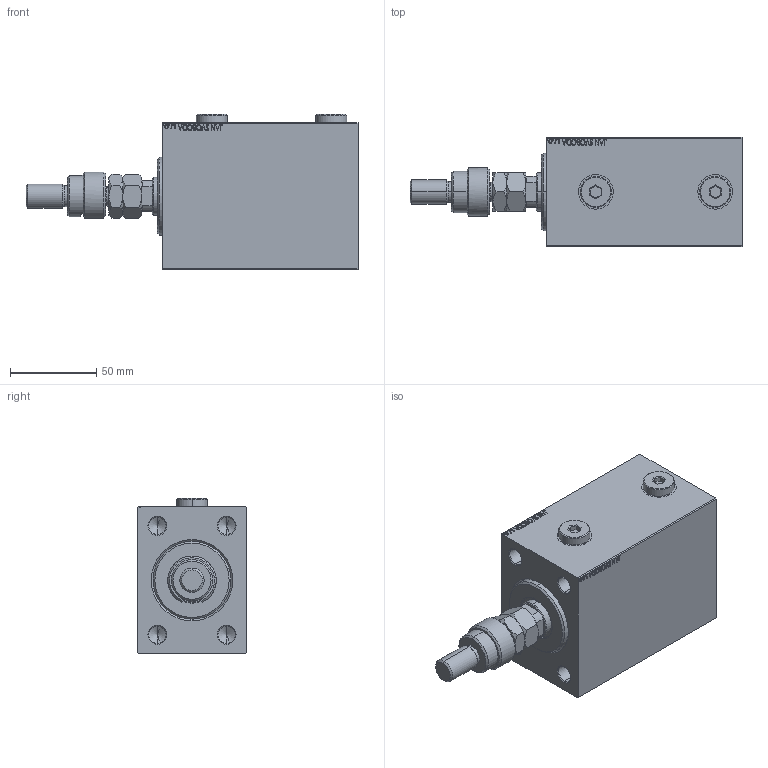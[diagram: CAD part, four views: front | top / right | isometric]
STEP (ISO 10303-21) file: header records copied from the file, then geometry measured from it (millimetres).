
FILE_DESCRIPTION (( 'STEP AP203' ), '1' );
FILE_NAME ('2d79.STEP', '2024-02-12T09:02:25', ( '' ), ( '' ), 'SwSTEP 2.0', 'SolidWorks 2019', '' );
FILE_SCHEMA (( 'CONFIG_CONTROL_DESIGN' ));
Length unit declared in the file: millimetre
Products named in the file (8): V450CM_B_Body cc8a03871ba1b63e4521f3b6f86228da; FEMALE_PART_FOR_DFA cc8a03871ba1b63e4521f3b6f86228da; V450CM_B_VCP cc8a03871ba1b63e4521f3b6f86228da; V450CM_VC_B cc8a03871ba1b63e4521f3b6f86228da; DFA cc8a03871ba1b63e4521f3b6f86228da; Zatka_OIL_PORT cc8a03871ba1b63e4521f3b6f86228da; 2d79; MFA cc8a03871ba1b63e4521f3b6f86228da
Assembly tree (8 placements, depth 3):
  2d79
    V450CM_B_Body cc8a03871ba1b63e4521f3b6f86228da
    V450CM_B_VCP cc8a03871ba1b63e4521f3b6f86228da
    V450CM_VC_B cc8a03871ba1b63e4521f3b6f86228da
    DFA cc8a03871ba1b63e4521f3b6f86228da
      FEMALE_PART_FOR_DFA cc8a03871ba1b63e4521f3b6f86228da
      MFA cc8a03871ba1b63e4521f3b6f86228da
    Zatka_OIL_PORT cc8a03871ba1b63e4521f3b6f86228da  x2
Bounding box: 192 x 63 x 89.9 mm (x, y, z)
Volume: 569420.7 mm3; surface area: 92824 mm2
Topology: 7 solids, 7 shells, 1020 faces, 2556 edges, 1653 vertices
Faces by surface type: plane 463, bspline 380, cone 90, cylinder 83, torus 4
Entity records: 48418 total; most frequent: CARTESIAN_POINT 26202, ORIENTED_EDGE 4996, DIRECTION 3166, EDGE_CURVE 2498, VERTEX_POINT 1629, LINE 1436, VECTOR 1436, EDGE_LOOP 1131
